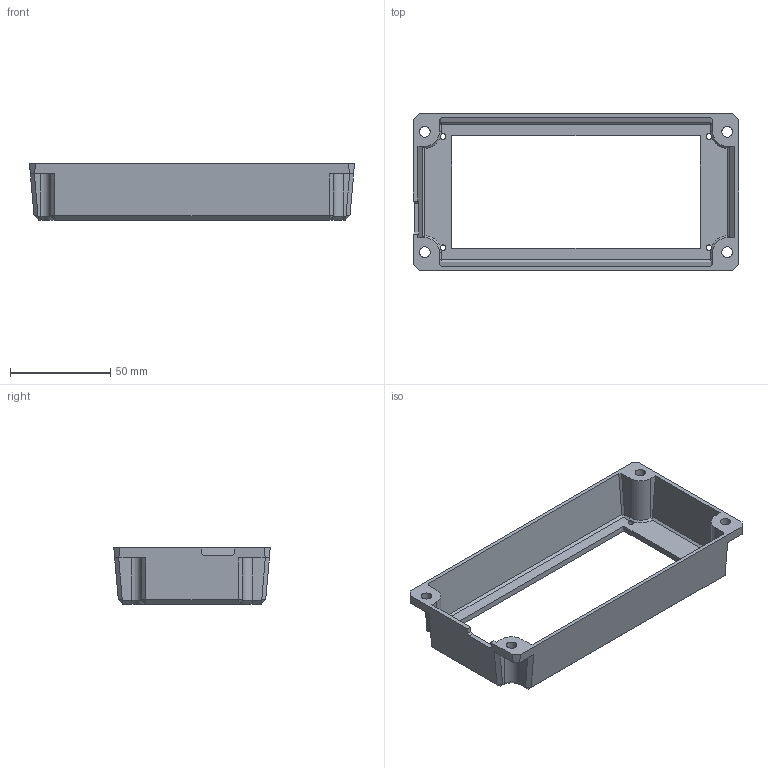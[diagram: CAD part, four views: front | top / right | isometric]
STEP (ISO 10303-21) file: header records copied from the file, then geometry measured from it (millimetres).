
FILE_DESCRIPTION (( 'STEP AP214' ), '1' );
FILE_NAME ('HercuLien_Viki2_Mount_Front_Face.STEP', '2016-08-31T02:49:33', ( '' ), ( '' ), 'SwSTEP 2.0', 'SolidWorks 2016', '' );
FILE_SCHEMA (( 'AUTOMOTIVE_DESIGN' ));
Length unit declared in the file: millimetre
Products named in the file (1): HercuLien_Viki2_Mount_Front_Face
Bounding box: 162 x 78 x 28 mm (x, y, z)
Volume: 37282.2 mm3; surface area: 33865 mm2
Topology: 1 solids, 1 shells, 124 faces, 326 edges, 200 vertices
Faces by surface type: plane 92, cylinder 24, cone 8
Entity records: 3832 total; most frequent: CARTESIAN_POINT 695, ORIENTED_EDGE 652, DIRECTION 628, EDGE_CURVE 326, LINE 258, VECTOR 258, VERTEX_POINT 200, AXIS2_PLACEMENT_3D 185
